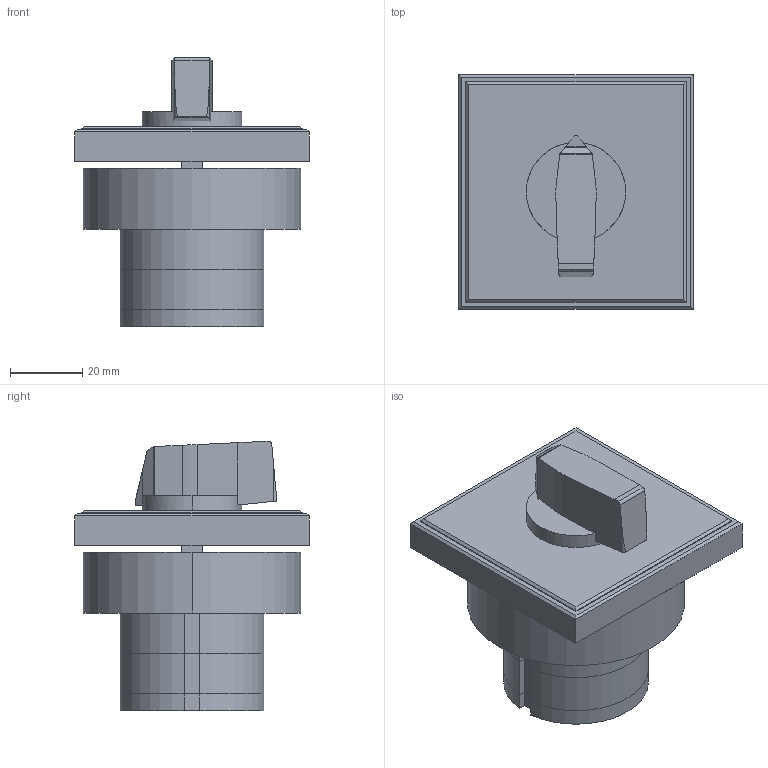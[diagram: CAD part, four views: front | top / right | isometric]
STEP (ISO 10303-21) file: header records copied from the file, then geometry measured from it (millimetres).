
FILE_DESCRIPTION((''),'2;1');
FILE_NAME('3d_7GN3292U.stp','2012-10-02T14:31:50',(''),(''),'Mechanical Desktop 2011','Mechanical Desktop 2011',', , ');
FILE_SCHEMA(('CONFIG_CONTROL_DESIGN'));
Length unit declared in the file: millimetre
Products named in the file (1): Product
Bounding box: 65 x 65 x 74.5 mm (x, y, z)
Volume: 130041.5 mm3; surface area: 41445.2 mm2
Topology: 8 solids, 8 shells, 102 faces, 244 edges, 158 vertices
Faces by surface type: plane 69, cylinder 21, bspline 12
Entity records: 3009 total; most frequent: CARTESIAN_POINT 541, ORIENTED_EDGE 488, DIRECTION 478, EDGE_CURVE 244, VECTOR 192, LINE 192, VERTEX_POINT 158, AXIS2_PLACEMENT_3D 143
